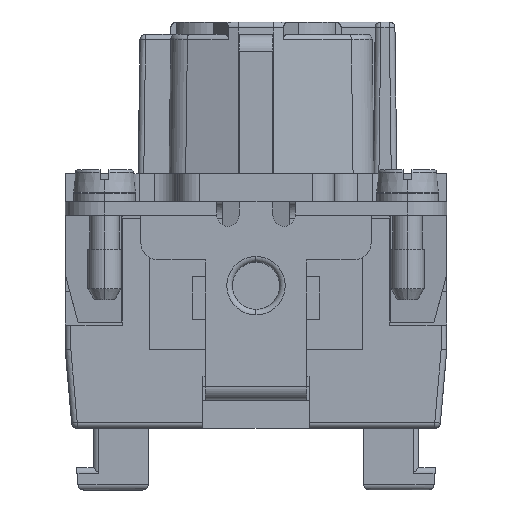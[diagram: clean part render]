
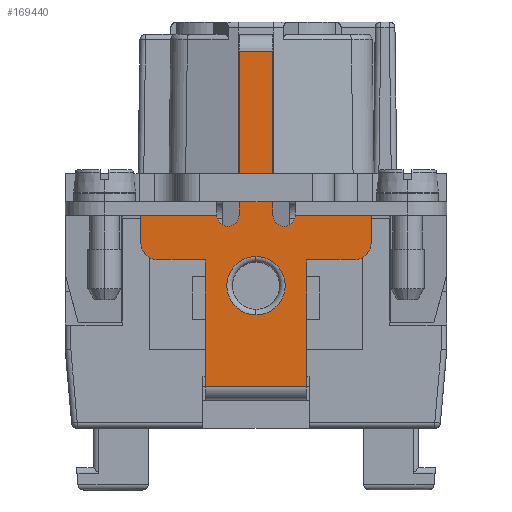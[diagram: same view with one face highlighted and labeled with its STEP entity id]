
A CAD part, left-side view. The second image highlights one B-rep face of the part: STEP entity #169440.
In plain terms, the highlighted planar face has unit normal (-1, 0, 0).
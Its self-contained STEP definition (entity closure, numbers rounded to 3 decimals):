
#166790=CARTESIAN_POINT('',(7.746,53.084,5.4)
);
#166800=VERTEX_POINT('',#166790);
#166950=CARTESIAN_POINT('',(7.746,53.084,1.6)
);
#166960=VERTEX_POINT('',#166950);
#166990=CARTESIAN_POINT('',(7.746,53.084,0.1
));
#167000=DIRECTION('',(0.,0.,1.));
#167010=VECTOR('',#167000,1.);
#167020=LINE('',#166990,#167010);
#167030=CARTESIAN_POINT('',(7.746,53.084,0.1
));
#167040=VERTEX_POINT('',#167030);
#167050=EDGE_CURVE('',#167040,#166960,#167020,.T.);
#167560=CARTESIAN_POINT('',(7.746,53.084,11.4)
);
#167570=VERTEX_POINT('',#167560);
#167600=CARTESIAN_POINT('',(7.746,53.084,11.4)
);
#167610=DIRECTION('',(0.,0.,-1.));
#167620=VECTOR('',#167610,1.);
#167630=LINE('',#167600,#167620);
#167640=EDGE_CURVE('',#167570,#166800,#167630,.T.);
#167760=CARTESIAN_POINT('',(7.746,49.577,
7.687));
#167770=DIRECTION('',(-1.,0.,0.));
#167780=DIRECTION('',(0.,-1.,0.));
#167790=AXIS2_PLACEMENT_3D('',#167760,#167770,#167780);
#167800=PLANE('',#167790);
#167810=ORIENTED_EDGE('',*,*,#167640,.T.);
#167820=CARTESIAN_POINT('',(7.746,53.084,11.4)
);
#167830=DIRECTION('',(0.,-1.,0.));
#167840=VECTOR('',#167830,1.);
#167850=LINE('',#167820,#167840);
#167860=CARTESIAN_POINT('',(7.746,44.084,
11.4));
#167870=VERTEX_POINT('',#167860);
#167880=EDGE_CURVE('',#167570,#167870,#167850,.T.);
#167890=ORIENTED_EDGE('',*,*,#167880,.F.);
#167900=CARTESIAN_POINT('',(7.746,44.084,
5.4));
#167910=DIRECTION('',(0.,0.,1.));
#167920=VECTOR('',#167910,1.);
#167930=LINE('',#167900,#167920);
#167940=CARTESIAN_POINT('',(7.746,44.084,
5.4));
#167950=VERTEX_POINT('',#167940);
#167960=EDGE_CURVE('',#167950,#167870,#167930,.T.);
#167970=ORIENTED_EDGE('',*,*,#167960,.T.);
#167980=CARTESIAN_POINT('',(7.746,44.084,
5.4));
#167990=DIRECTION('',(0.,0.,-1.));
#168000=VECTOR('',#167990,1.);
#168010=LINE('',#167980,#168000);
#168020=CARTESIAN_POINT('',(7.746,44.084,
1.6));
#168030=VERTEX_POINT('',#168020);
#168040=EDGE_CURVE('',#167950,#168030,#168010,.T.);
#168050=ORIENTED_EDGE('',*,*,#168040,.F.);
#168060=CARTESIAN_POINT('',(7.746,44.084,
1.6));
#168070=DIRECTION('',(0.,0.,-1.));
#168080=VECTOR('',#168070,1.);
#168090=LINE('',#168060,#168080);
#168100=CARTESIAN_POINT('',(7.746,44.084,
0.1));
#168110=VERTEX_POINT('',#168100);
#168120=EDGE_CURVE('',#168030,#168110,#168090,.T.);
#168130=ORIENTED_EDGE('',*,*,#168120,.F.);
#168140=CARTESIAN_POINT('',(7.746,44.084,
0.1));
#168150=DIRECTION('',(0.,-1.,0.));
#168160=VECTOR('',#168150,1.);
#168170=LINE('',#168140,#168160);
#168180=CARTESIAN_POINT('',(7.746,39.834,
0.1));
#168190=VERTEX_POINT('',#168180);
#168200=EDGE_CURVE('',#168110,#168190,#168170,.T.);
#168210=ORIENTED_EDGE('',*,*,#168200,.F.);
#168220=CARTESIAN_POINT('',(7.746,39.834,
-1.4));
#168230=DIRECTION('',(-1.,0.,0.));
#168240=DIRECTION('',(0.,-1.,0.));
#168250=AXIS2_PLACEMENT_3D('',#168220,#168230,#168240);
#168260=CIRCLE('',#168250,1.5);
#168270=CARTESIAN_POINT('',(7.746,38.334,
-1.4));
#168280=VERTEX_POINT('',#168270);
#168290=EDGE_CURVE('',#168280,#168190,#168260,.T.);
#168300=ORIENTED_EDGE('',*,*,#168290,.T.);
#168310=CARTESIAN_POINT('',(7.746,38.334,
-1.4));
#168320=DIRECTION('',(0.,0.,-1.));
#168330=VECTOR('',#168320,1.);
#168340=LINE('',#168310,#168330);
#168350=CARTESIAN_POINT('',(7.746,38.334,
-3.9));
#168360=VERTEX_POINT('',#168350);
#168370=EDGE_CURVE('',#168280,#168360,#168340,.T.);
#168380=ORIENTED_EDGE('',*,*,#168370,.F.);
#168390=CARTESIAN_POINT('',(7.746,45.084,
-3.9));
#168400=DIRECTION('',(0.,-1.,0.));
#168410=VECTOR('',#168400,1.);
#168420=LINE('',#168390,#168410);
#168430=CARTESIAN_POINT('',(7.746,45.084,
-3.9));
#168440=VERTEX_POINT('',#168430);
#168450=EDGE_CURVE('',#168440,#168360,#168420,.T.);
#168460=ORIENTED_EDGE('',*,*,#168450,.T.);
#168470=CARTESIAN_POINT('',(7.746,46.084,
-3.9));
#168480=DIRECTION('',(1.,0.,0.));
#168490=DIRECTION('',(0.,1.,0.));
#168500=AXIS2_PLACEMENT_3D('',#168470,#168480,#168490);
#168510=CIRCLE('',#168500,1.);
#168520=CARTESIAN_POINT('',(7.746,47.084,
-3.9));
#168530=VERTEX_POINT('',#168520);
#168540=EDGE_CURVE('',#168530,#168440,#168510,.T.);
#168550=ORIENTED_EDGE('',*,*,#168540,.T.);
#168560=CARTESIAN_POINT('',(7.746,47.084,
-18.5));
#168570=DIRECTION('',(0.,0.,1.));
#168580=VECTOR('',#168570,1.);
#168590=LINE('',#168560,#168580);
#168600=CARTESIAN_POINT('',(7.746,47.084,
-18.5));
#168610=VERTEX_POINT('',#168600);
#168620=EDGE_CURVE('',#168610,#168530,#168590,.T.);
#168630=ORIENTED_EDGE('',*,*,#168620,.T.);
#168640=CARTESIAN_POINT('',(7.746,47.084,
-18.5));
#168650=DIRECTION('',(0.,1.,0.));
#168660=VECTOR('',#168650,1.);
#168670=LINE('',#168640,#168660);
#168680=CARTESIAN_POINT('',(7.746,50.084,
-18.5));
#168690=VERTEX_POINT('',#168680);
#168700=EDGE_CURVE('',#168610,#168690,#168670,.T.);
#168710=ORIENTED_EDGE('',*,*,#168700,.F.);
#168720=CARTESIAN_POINT('',(7.746,50.084,
-3.9));
#168730=DIRECTION('',(0.,0.,-1.));
#168740=VECTOR('',#168730,1.);
#168750=LINE('',#168720,#168740);
#168760=CARTESIAN_POINT('',(7.746,50.084,
-3.9));
#168770=VERTEX_POINT('',#168760);
#168780=EDGE_CURVE('',#168770,#168690,#168750,.T.);
#168790=ORIENTED_EDGE('',*,*,#168780,.T.);
#168800=CARTESIAN_POINT('',(7.746,51.084,
-3.9));
#168810=DIRECTION('',(1.,0.,0.));
#168820=DIRECTION('',(0.,1.,0.));
#168830=AXIS2_PLACEMENT_3D('',#168800,#168810,#168820);
#168840=CIRCLE('',#168830,1.);
#168850=CARTESIAN_POINT('',(7.746,52.084,
-3.9));
#168860=VERTEX_POINT('',#168850);
#168870=EDGE_CURVE('',#168860,#168770,#168840,.T.);
#168880=ORIENTED_EDGE('',*,*,#168870,.T.);
#168890=CARTESIAN_POINT('',(7.746,58.834,
-3.9));
#168900=DIRECTION('',(0.,-1.,0.));
#168910=VECTOR('',#168900,1.);
#168920=LINE('',#168890,#168910);
#168930=CARTESIAN_POINT('',(7.746,58.834,
-3.9));
#168940=VERTEX_POINT('',#168930);
#168950=EDGE_CURVE('',#168940,#168860,#168920,.T.);
#168960=ORIENTED_EDGE('',*,*,#168950,.T.);
#168970=CARTESIAN_POINT('',(7.746,58.834,
-3.9));
#168980=DIRECTION('',(0.,0.,1.));
#168990=VECTOR('',#168980,1.);
#169000=LINE('',#168970,#168990);
#169010=CARTESIAN_POINT('',(7.746,58.834,
-1.4));
#169020=VERTEX_POINT('',#169010);
#169030=EDGE_CURVE('',#168940,#169020,#169000,.T.);
#169040=ORIENTED_EDGE('',*,*,#169030,.F.);
#169050=CARTESIAN_POINT('',(7.746,57.334,
-1.4));
#169060=DIRECTION('',(-1.,0.,0.));
#169070=DIRECTION('',(0.,0.,1.));
#169080=AXIS2_PLACEMENT_3D('',#169050,#169060,#169070);
#169090=CIRCLE('',#169080,1.5);
#169100=CARTESIAN_POINT('',(7.746,57.334,
0.1));
#169110=VERTEX_POINT('',#169100);
#169120=EDGE_CURVE('',#169110,#169020,#169090,.T.);
#169130=ORIENTED_EDGE('',*,*,#169120,.T.);
#169140=CARTESIAN_POINT('',(7.746,57.334,
0.1));
#169150=DIRECTION('',(0.,-1.,0.));
#169160=VECTOR('',#169150,1.);
#169170=LINE('',#169140,#169160);
#169180=EDGE_CURVE('',#169110,#167040,#169170,.T.);
#169190=ORIENTED_EDGE('',*,*,#169180,.F.);
#169200=ORIENTED_EDGE('',*,*,#167050,.F.);
#169210=CARTESIAN_POINT('',(7.746,53.084,
5.4));
#169220=DIRECTION('',(0.,0.,-1.));
#169230=VECTOR('',#169220,1.);
#169240=LINE('',#169210,#169230);
#169250=EDGE_CURVE('',#166800,#166960,#169240,.T.);
#169260=ORIENTED_EDGE('',*,*,#169250,.T.);
#169270=EDGE_LOOP('',(#169260,#169200,#169190,#169130,#169040,#168960,
#168880,#168790,#168710,#168630,#168550,#168460,#168380,#168300,#168210,
#168130,#168050,#167970,#167890,#167810));
#169280=FACE_OUTER_BOUND('',#169270,.T.);
#169290=CARTESIAN_POINT('',(7.746,48.584,
2.4));
#169300=DIRECTION('',(1.,0.,0.));
#169310=DIRECTION('',(0.,0.,-1.));
#169320=AXIS2_PLACEMENT_3D('',#169290,#169300,#169310);
#169330=CIRCLE('',#169320,2.6);
#169340=CARTESIAN_POINT('',(7.746,48.584,
5.));
#169350=VERTEX_POINT('',#169340);
#169360=CARTESIAN_POINT('',(7.746,48.584,
-0.2));
#169370=VERTEX_POINT('',#169360);
#169380=EDGE_CURVE('',#169350,#169370,#169330,.T.);
#169390=ORIENTED_EDGE('',*,*,#169380,.T.);
#169400=EDGE_CURVE('',#169370,#169350,#169330,.T.);
#169410=ORIENTED_EDGE('',*,*,#169400,.T.);
#169420=EDGE_LOOP('',(#169410,#169390));
#169430=FACE_BOUND('',#169420,.T.);
#169440=ADVANCED_FACE('',(#169280,#169430),#167800,.T.);
